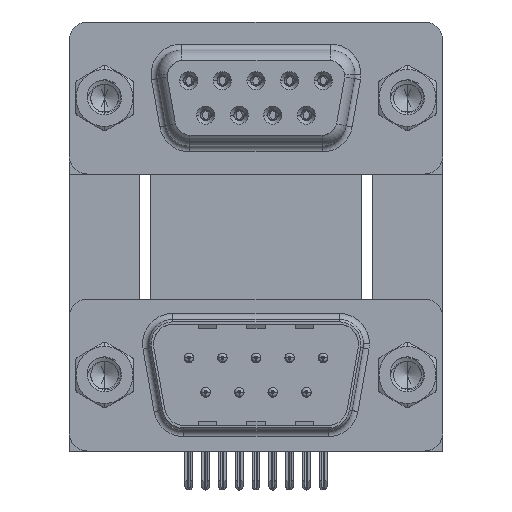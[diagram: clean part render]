
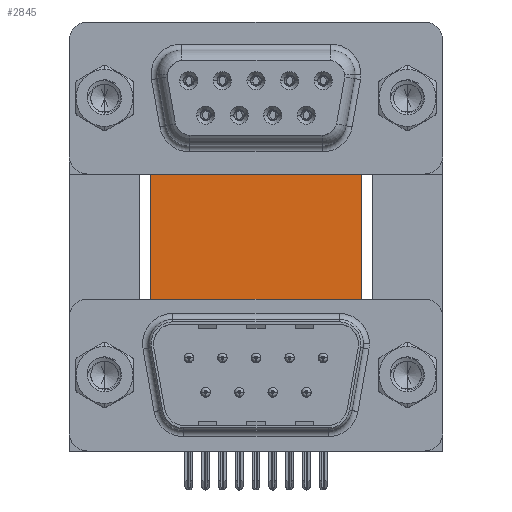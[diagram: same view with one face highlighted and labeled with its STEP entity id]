
A CAD part, top view. The second image highlights one B-rep face of the part: STEP entity #2845.
In plain terms, the highlighted planar face has unit normal (0, 0, 1).
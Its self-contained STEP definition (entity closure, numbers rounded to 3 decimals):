
#91 = VECTOR ( 'NONE', #18955, 1000. ) ;
#335 = LINE ( 'NONE', #26087, #32357 ) ;
#604 = ORIENTED_EDGE ( 'NONE', *, *, #25454, .T. ) ;
#845 = VECTOR ( 'NONE', #22289, 1000. ) ;
#1243 = VERTEX_POINT ( 'NONE', #21581 ) ;
#1887 = DIRECTION ( 'NONE',  ( 1., 0., 0. ) ) ;
#2067 = EDGE_CURVE ( 'NONE', #37057, #18741, #40195, .T. ) ;
#2420 = CARTESIAN_POINT ( 'NONE',  ( 22.09, -4.635, -12. ) ) ;
#2845 = ADVANCED_FACE ( 'NONE', ( #22215 ), #25405, .F. ) ;
#3829 = EDGE_CURVE ( 'NONE', #26445, #18480, #41371, .T. ) ;
#4432 = VECTOR ( 'NONE', #18693, 1000. ) ;
#5119 = CARTESIAN_POINT ( 'NONE',  ( 2.4, -4.635, -12. ) ) ;
#5154 = EDGE_CURVE ( 'NONE', #1243, #27845, #24702, .T. ) ;
#5162 = ORIENTED_EDGE ( 'NONE', *, *, #18011, .T. ) ;
#6489 = CARTESIAN_POINT ( 'NONE',  ( 21.2, 16.585, -12. ) ) ;
#6848 = CARTESIAN_POINT ( 'NONE',  ( 3.79, 16.585, -12. ) ) ;
#6889 = ORIENTED_EDGE ( 'NONE', *, *, #5154, .T. ) ;
#6949 = CARTESIAN_POINT ( 'NONE',  ( 2.9, -4.635, -12. ) ) ;
#8092 = DIRECTION ( 'NONE',  ( -0.336, -0.942, 0. ) ) ;
#9424 = DIRECTION ( 'NONE',  ( -1., 0., 0. ) ) ;
#11042 = CARTESIAN_POINT ( 'NONE',  ( 3.79, 16.585, -12. ) ) ;
#11871 = DIRECTION ( 'NONE',  ( 1., 0., 0. ) ) ;
#12204 = DIRECTION ( 'NONE',  ( -0.336, 0.942, 0. ) ) ;
#12639 = EDGE_CURVE ( 'NONE', #30939, #26445, #27688, .T. ) ;
#12845 = ORIENTED_EDGE ( 'NONE', *, *, #18538, .T. ) ;
#14489 = LINE ( 'NONE', #31662, #845 ) ;
#15768 = VECTOR ( 'NONE', #11871, 1000. ) ;
#17393 = VECTOR ( 'NONE', #23536, 1000. ) ;
#18011 = EDGE_CURVE ( 'NONE', #20121, #30939, #25759, .T. ) ;
#18480 = VERTEX_POINT ( 'NONE', #22933 ) ;
#18538 = EDGE_CURVE ( 'NONE', #27845, #33327, #36104, .T. ) ;
#18693 = DIRECTION ( 'NONE',  ( 1., 0., 0. ) ) ;
#18741 = VERTEX_POINT ( 'NONE', #6489 ) ;
#18955 = DIRECTION ( 'NONE',  ( 0., -1., 0. ) ) ;
#19471 = EDGE_LOOP ( 'NONE', ( #26321, #5162, #20696, #24487, #29363, #33778, #604, #6889, #12845, #23486 ) ) ;
#20105 = CARTESIAN_POINT ( 'NONE',  ( 2.9, -3.735, -12. ) ) ;
#20121 = VERTEX_POINT ( 'NONE', #39325 ) ;
#20348 = DIRECTION ( 'NONE',  ( 0., 1., 0. ) ) ;
#20561 = LINE ( 'NONE', #26728, #17393 ) ;
#20696 = ORIENTED_EDGE ( 'NONE', *, *, #12639, .T. ) ;
#21581 = CARTESIAN_POINT ( 'NONE',  ( 3.79, -0.735, -12. ) ) ;
#21872 = LINE ( 'NONE', #28041, #15768 ) ;
#22215 = FACE_OUTER_BOUND ( 'NONE', #19471, .T. ) ;
#22261 = VECTOR ( 'NONE', #1887, 1000. ) ;
#22289 = DIRECTION ( 'NONE',  ( 0., -1., 0. ) ) ;
#22933 = CARTESIAN_POINT ( 'NONE',  ( 21.2, -0.735, -12. ) ) ;
#23486 = ORIENTED_EDGE ( 'NONE', *, *, #34556, .T. ) ;
#23487 = CARTESIAN_POINT ( 'NONE',  ( 2.4, -4.635, -12. ) ) ;
#23536 = DIRECTION ( 'NONE',  ( 0., -1., 0. ) ) ;
#23633 = VECTOR ( 'NONE', #8092, 1000. ) ;
#24307 = CARTESIAN_POINT ( 'NONE',  ( 22.09, -4.635, -12. ) ) ;
#24487 = ORIENTED_EDGE ( 'NONE', *, *, #3829, .T. ) ;
#24702 = LINE ( 'NONE', #5119, #23633 ) ;
#25405 = PLANE ( 'NONE',  #34339 ) ;
#25454 = EDGE_CURVE ( 'NONE', #37057, #1243, #14489, .T. ) ;
#25759 = LINE ( 'NONE', #28310, #91 ) ;
#25903 = DIRECTION ( 'NONE',  ( 1., 0., 0. ) ) ;
#26087 = CARTESIAN_POINT ( 'NONE',  ( 2.9, -3.735, -12. ) ) ;
#26321 = ORIENTED_EDGE ( 'NONE', *, *, #40761, .T. ) ;
#26445 = VERTEX_POINT ( 'NONE', #38696 ) ;
#26728 = CARTESIAN_POINT ( 'NONE',  ( 21.2, 16.585, -12. ) ) ;
#27688 = LINE ( 'NONE', #24307, #4432 ) ;
#27845 = VERTEX_POINT ( 'NONE', #23487 ) ;
#28041 = CARTESIAN_POINT ( 'NONE',  ( 3.79, -3.735, -12. ) ) ;
#28310 = CARTESIAN_POINT ( 'NONE',  ( 22.09, -3.735, -12. ) ) ;
#29363 = ORIENTED_EDGE ( 'NONE', *, *, #34587, .F. ) ;
#30939 = VERTEX_POINT ( 'NONE', #2420 ) ;
#31053 = VECTOR ( 'NONE', #12204, 1000. ) ;
#31379 = CARTESIAN_POINT ( 'NONE',  ( 22.59, -4.635, -12. ) ) ;
#31580 = CARTESIAN_POINT ( 'NONE',  ( 3.79, 16.585, -12. ) ) ;
#31662 = CARTESIAN_POINT ( 'NONE',  ( 3.79, 16.585, -12. ) ) ;
#32357 = VECTOR ( 'NONE', #20348, 1000. ) ;
#33327 = VERTEX_POINT ( 'NONE', #36709 ) ;
#33778 = ORIENTED_EDGE ( 'NONE', *, *, #2067, .F. ) ;
#34339 = AXIS2_PLACEMENT_3D ( 'NONE', #31580, #41366, #9424 ) ;
#34556 = EDGE_CURVE ( 'NONE', #33327, #36780, #335, .T. ) ;
#34587 = EDGE_CURVE ( 'NONE', #18741, #18480, #20561, .T. ) ;
#35452 = VECTOR ( 'NONE', #25903, 1000. ) ;
#36104 = LINE ( 'NONE', #6949, #35452 ) ;
#36709 = CARTESIAN_POINT ( 'NONE',  ( 2.9, -4.635, -12. ) ) ;
#36780 = VERTEX_POINT ( 'NONE', #20105 ) ;
#37057 = VERTEX_POINT ( 'NONE', #6848 ) ;
#38696 = CARTESIAN_POINT ( 'NONE',  ( 22.59, -4.635, -12. ) ) ;
#39325 = CARTESIAN_POINT ( 'NONE',  ( 22.09, -3.735, -12. ) ) ;
#40195 = LINE ( 'NONE', #11042, #22261 ) ;
#40761 = EDGE_CURVE ( 'NONE', #36780, #20121, #21872, .T. ) ;
#41366 = DIRECTION ( 'NONE',  ( 0., 0., -1. ) ) ;
#41371 = LINE ( 'NONE', #31379, #31053 ) ;
